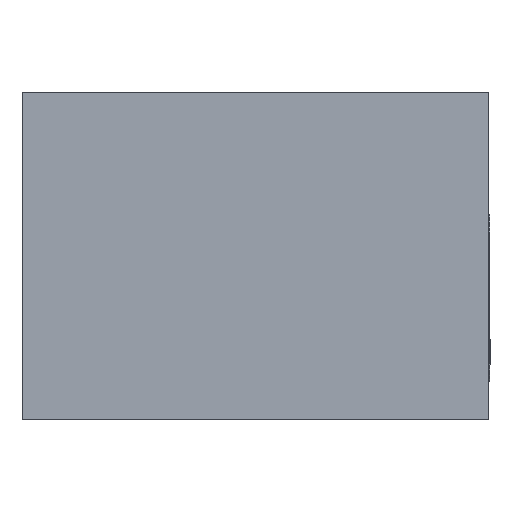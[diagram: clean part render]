
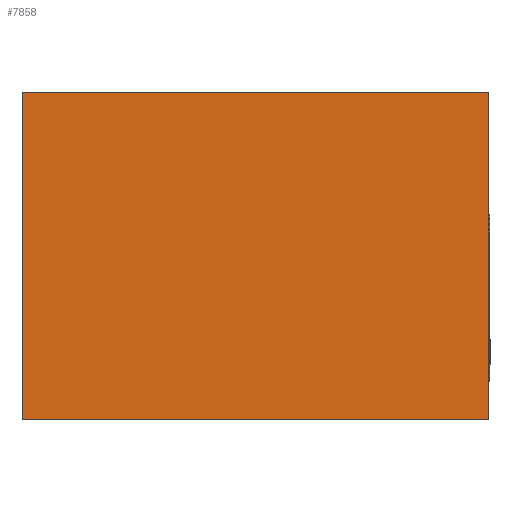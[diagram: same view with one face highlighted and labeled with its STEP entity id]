
A CAD part, front view. The second image highlights one B-rep face of the part: STEP entity #7858.
In plain terms, the highlighted planar face has unit normal (0, -1, 0).
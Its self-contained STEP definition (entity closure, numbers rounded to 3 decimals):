
#431 = LINE ( 'NONE', #27092, #5997 ) ;
#2212 = ORIENTED_EDGE ( 'NONE', *, *, #13134, .T. ) ;
#2594 = DIRECTION ( 'NONE',  ( 0., -1., 0. ) ) ;
#2922 = FACE_OUTER_BOUND ( 'NONE', #23040, .T. ) ;
#3226 = CARTESIAN_POINT ( 'NONE',  ( 0., 0., -35. ) ) ;
#3446 = CARTESIAN_POINT ( 'NONE',  ( 0., 0., 0. ) ) ;
#3801 = LINE ( 'NONE', #28408, #17000 ) ;
#3815 = VERTEX_POINT ( 'NONE', #16296 ) ;
#3951 = ORIENTED_EDGE ( 'NONE', *, *, #8568, .F. ) ;
#5892 = EDGE_CURVE ( 'NONE', #10223, #3815, #431, .T. ) ;
#5997 = VECTOR ( 'NONE', #15599, 1000. ) ;
#7769 = EDGE_CURVE ( 'NONE', #10223, #16001, #22723, .T. ) ;
#7858 = ADVANCED_FACE ( 'NONE', ( #2922 ), #30072, .T. ) ;
#7966 = VECTOR ( 'NONE', #22768, 1000. ) ;
#8568 = EDGE_CURVE ( 'NONE', #3815, #26453, #22006, .T. ) ;
#8743 = DIRECTION ( 'NONE',  ( 0., 0., 1. ) ) ;
#10223 = VERTEX_POINT ( 'NONE', #16406 ) ;
#13134 = EDGE_CURVE ( 'NONE', #16001, #26453, #3801, .T. ) ;
#14887 = DIRECTION ( 'NONE',  ( 0., 0., -1. ) ) ;
#15599 = DIRECTION ( 'NONE',  ( 0., 0., 1. ) ) ;
#15791 = CARTESIAN_POINT ( 'NONE',  ( 50., 0., 0. ) ) ;
#16001 = VERTEX_POINT ( 'NONE', #29057 ) ;
#16296 = CARTESIAN_POINT ( 'NONE',  ( 0., 0., 0. ) ) ;
#16406 = CARTESIAN_POINT ( 'NONE',  ( 0., 0., -35. ) ) ;
#17000 = VECTOR ( 'NONE', #8743, 1000. ) ;
#17598 = DIRECTION ( 'NONE',  ( 1., 0., 0. ) ) ;
#17632 = AXIS2_PLACEMENT_3D ( 'NONE', #29447, #2594, #14887 ) ;
#21351 = ORIENTED_EDGE ( 'NONE', *, *, #7769, .T. ) ;
#22006 = LINE ( 'NONE', #3446, #7966 ) ;
#22723 = LINE ( 'NONE', #3226, #23745 ) ;
#22768 = DIRECTION ( 'NONE',  ( 1., 0., 0. ) ) ;
#23040 = EDGE_LOOP ( 'NONE', ( #3951, #30074, #21351, #2212 ) ) ;
#23745 = VECTOR ( 'NONE', #17598, 1000. ) ;
#26453 = VERTEX_POINT ( 'NONE', #15791 ) ;
#27092 = CARTESIAN_POINT ( 'NONE',  ( 0., 0., -35. ) ) ;
#28408 = CARTESIAN_POINT ( 'NONE',  ( 50., 0., -35. ) ) ;
#29057 = CARTESIAN_POINT ( 'NONE',  ( 50., 0., -35. ) ) ;
#29447 = CARTESIAN_POINT ( 'NONE',  ( 0., 0., -35. ) ) ;
#30072 = PLANE ( 'NONE',  #17632 ) ;
#30074 = ORIENTED_EDGE ( 'NONE', *, *, #5892, .F. ) ;
